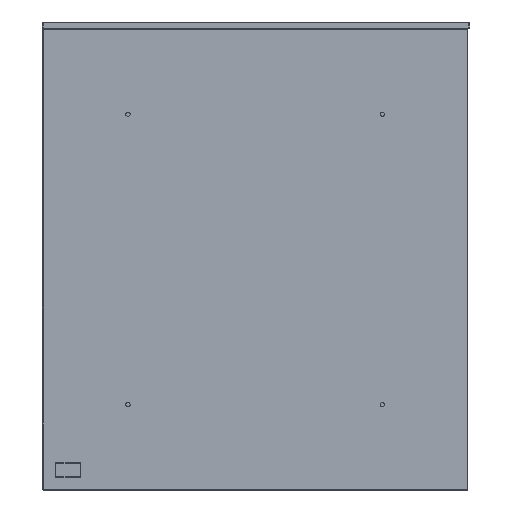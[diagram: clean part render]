
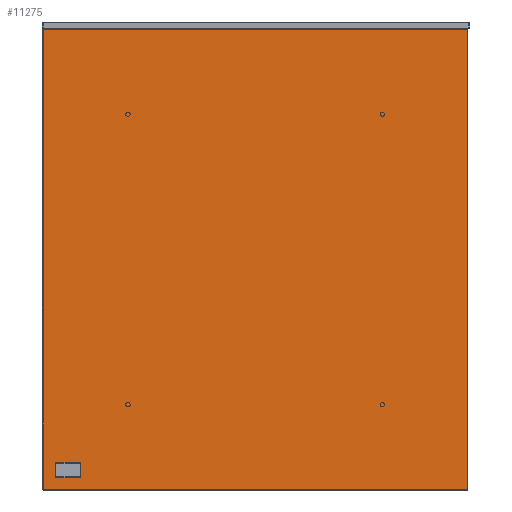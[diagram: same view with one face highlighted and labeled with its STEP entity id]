
A CAD part, left-side view. The second image highlights one B-rep face of the part: STEP entity #11275.
In plain terms, the highlighted planar face has unit normal (-1, 0, 0).
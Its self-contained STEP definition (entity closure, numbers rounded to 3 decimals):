
#11013=CARTESIAN_POINT('',(-1421.743,3185.176,1.131));
#11014=VERTEX_POINT('',#11013);
#11015=CARTESIAN_POINT('',(-1421.743,3185.176,538.869));
#11016=VERTEX_POINT('',#11015);
#11017=CARTESIAN_POINT('',(-1421.743,3185.176,1.131));
#11018=DIRECTION('',(0.0,0.0,1.0));
#11019=VECTOR('',#11018,537.737);
#11020=LINE('',#11017,#11019);
#11021=EDGE_CURVE('',#11014,#11016,#11020,.T.);
#11044=CARTESIAN_POINT('',(-1421.743,3184.845,539.2));
#11045=VERTEX_POINT('',#11044);
#11046=CARTESIAN_POINT('',(-1421.743,3185.176,538.869));
#11047=DIRECTION('',(0.0,-0.707,0.707));
#11048=VECTOR('',#11047,0.469);
#11049=LINE('',#11046,#11048);
#11050=EDGE_CURVE('',#11016,#11045,#11049,.T.);
#11068=CARTESIAN_POINT('',(-1421.743,2689.107,539.2));
#11069=VERTEX_POINT('',#11068);
#11070=CARTESIAN_POINT('',(-1421.743,3184.845,539.2));
#11071=DIRECTION('',(0.0,-1.0,0.0));
#11072=VECTOR('',#11071,495.737);
#11073=LINE('',#11070,#11072);
#11074=EDGE_CURVE('',#11045,#11069,#11073,.T.);
#11101=CARTESIAN_POINT('',(-1421.743,2688.776,538.869));
#11102=VERTEX_POINT('',#11101);
#11103=CARTESIAN_POINT('',(-1421.743,2689.107,539.2));
#11104=DIRECTION('',(0.0,-0.707,-0.707));
#11105=VECTOR('',#11104,0.469);
#11106=LINE('',#11103,#11105);
#11107=EDGE_CURVE('',#11069,#11102,#11106,.T.);
#11132=CARTESIAN_POINT('',(-1421.743,2688.776,1.131));
#11133=VERTEX_POINT('',#11132);
#11134=CARTESIAN_POINT('',(-1421.743,2688.776,538.869));
#11135=DIRECTION('',(0.0,0.0,-1.0));
#11136=VECTOR('',#11135,537.737);
#11137=LINE('',#11134,#11136);
#11138=EDGE_CURVE('',#11102,#11133,#11137,.T.);
#11163=CARTESIAN_POINT('',(-1421.743,2689.107,0.8));
#11164=VERTEX_POINT('',#11163);
#11165=CARTESIAN_POINT('',(-1421.743,2688.776,1.131));
#11166=DIRECTION('',(0.0,0.707,-0.707));
#11167=VECTOR('',#11166,0.469);
#11168=LINE('',#11165,#11167);
#11169=EDGE_CURVE('',#11133,#11164,#11168,.T.);
#11192=CARTESIAN_POINT('',(-1421.743,3184.845,0.8));
#11193=VERTEX_POINT('',#11192);
#11194=CARTESIAN_POINT('',(-1421.743,2689.107,0.8));
#11195=DIRECTION('',(0.0,1.0,0.0));
#11196=VECTOR('',#11195,495.737);
#11197=LINE('',#11194,#11196);
#11198=EDGE_CURVE('',#11164,#11193,#11197,.T.);
#11216=CARTESIAN_POINT('',(-1421.743,3184.845,0.8));
#11217=DIRECTION('',(0.0,0.707,0.707));
#11218=VECTOR('',#11217,0.469);
#11219=LINE('',#11216,#11218);
#11220=EDGE_CURVE('',#11193,#11014,#11219,.T.);
#11260=CARTESIAN_POINT('',(-1421.743,2936.976,0.799));
#11261=DIRECTION('',(-1.0,0.0,0.0));
#11262=DIRECTION('',(0.0,0.0,1.0));
#11263=AXIS2_PLACEMENT_3D('',#11260,#11261,#11262);
#11264=PLANE('',#11263);
#11265=ORIENTED_EDGE('',*,*,#11021,.F.);
#11266=ORIENTED_EDGE('',*,*,#11220,.F.);
#11267=ORIENTED_EDGE('',*,*,#11198,.F.);
#11268=ORIENTED_EDGE('',*,*,#11169,.F.);
#11269=ORIENTED_EDGE('',*,*,#11138,.F.);
#11270=ORIENTED_EDGE('',*,*,#11107,.F.);
#11271=ORIENTED_EDGE('',*,*,#11074,.F.);
#11272=ORIENTED_EDGE('',*,*,#11050,.F.);
#11273=EDGE_LOOP('',(#11265,#11266,#11267,#11268,#11269,#11270,#11271,#11272));
#11274=FACE_OUTER_BOUND('',#11273,.T.);
#11275=ADVANCED_FACE('',(#11274),#11264,.T.);
